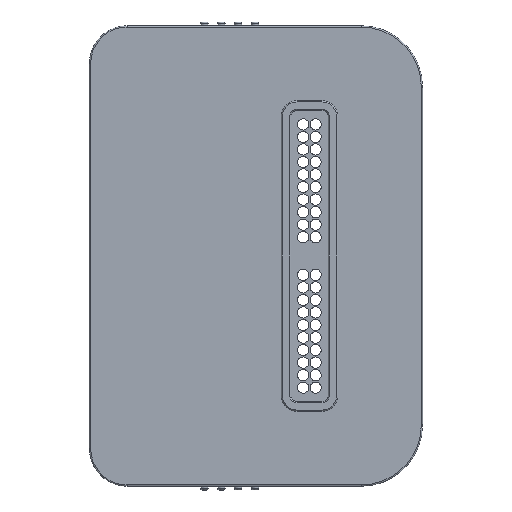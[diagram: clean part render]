
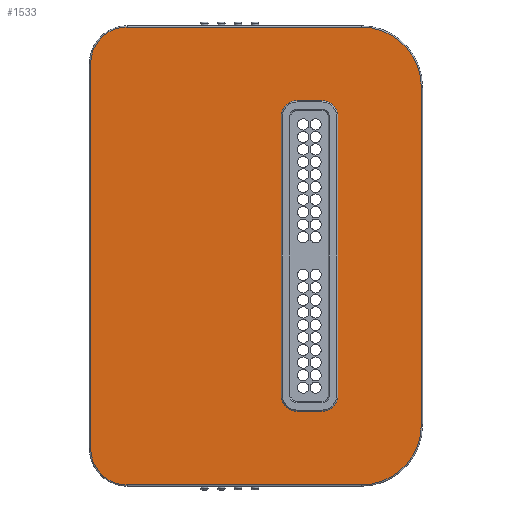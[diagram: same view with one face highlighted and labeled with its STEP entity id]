
A CAD part, front view. The second image highlights one B-rep face of the part: STEP entity #1533.
In plain terms, the highlighted planar face has unit normal (0, -1, 0).
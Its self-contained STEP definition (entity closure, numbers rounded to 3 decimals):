
#74 = CARTESIAN_POINT ( 'NONE',  ( 33.13, -7.3, 22.225 ) ) ;
#97 = CARTESIAN_POINT ( 'NONE',  ( 43.33, -7.3, 26.925 ) ) ;
#174 = AXIS2_PLACEMENT_3D ( 'NONE', #626, #1797, #3705 ) ;
#261 = DIRECTION ( 'NONE',  ( 0., -1., 0. ) ) ;
#264 = VERTEX_POINT ( 'NONE', #3998 ) ;
#314 = CIRCLE ( 'NONE', #1723, 2.55 ) ;
#317 = VECTOR ( 'NONE', #6834, 1000. ) ;
#439 = CARTESIAN_POINT ( 'NONE',  ( 0.2, -7.3, -30.725 ) ) ;
#584 = DIRECTION ( 'NONE',  ( 0., 0., 1. ) ) ;
#626 = CARTESIAN_POINT ( 'NONE',  ( 6., -7.3, -30.725 ) ) ;
#756 = CARTESIAN_POINT ( 'NONE',  ( 33.13, -7.3, 24.775 ) ) ;
#767 = ORIENTED_EDGE ( 'NONE', *, *, #3829, .F. ) ;
#809 = CARTESIAN_POINT ( 'NONE',  ( 43.33, -7.3, -36.525 ) ) ;
#897 = CARTESIAN_POINT ( 'NONE',  ( 37.08, -7.3, -22.225 ) ) ;
#925 = CARTESIAN_POINT ( 'NONE',  ( 0.2, -7.3, -30.725 ) ) ;
#945 = ORIENTED_EDGE ( 'NONE', *, *, #2274, .T. ) ;
#991 = VERTEX_POINT ( 'NONE', #2535 ) ;
#993 = VERTEX_POINT ( 'NONE', #4995 ) ;
#1130 = EDGE_CURVE ( 'NONE', #3308, #3900, #314, .T. ) ;
#1261 = DIRECTION ( 'NONE',  ( 0., -1., 0. ) ) ;
#1342 = EDGE_CURVE ( 'NONE', #6725, #993, #2500, .T. ) ;
#1354 = AXIS2_PLACEMENT_3D ( 'NONE', #4540, #261, #2725 ) ;
#1447 = EDGE_CURVE ( 'NONE', #2749, #1657, #7409, .T. ) ;
#1516 = CARTESIAN_POINT ( 'NONE',  ( 39.63, -7.3, -22.225 ) ) ;
#1533 = ADVANCED_FACE ( 'NONE', ( #7631, #3854 ), #4087, .F. ) ;
#1645 = DIRECTION ( 'NONE',  ( 0., 0., -1. ) ) ;
#1657 = VERTEX_POINT ( 'NONE', #1806 ) ;
#1723 = AXIS2_PLACEMENT_3D ( 'NONE', #897, #2076, #5072 ) ;
#1797 = DIRECTION ( 'NONE',  ( 0., -1., 0. ) ) ;
#1799 = CARTESIAN_POINT ( 'NONE',  ( 30.58, -7.3, 22.225 ) ) ;
#1806 = CARTESIAN_POINT ( 'NONE',  ( 0.2, -7.3, 30.725 ) ) ;
#1807 = VERTEX_POINT ( 'NONE', #756 ) ;
#1811 = DIRECTION ( 'NONE',  ( 0., 0., 1. ) ) ;
#1913 = DIRECTION ( 'NONE',  ( 0., 0., 1. ) ) ;
#2010 = ORIENTED_EDGE ( 'NONE', *, *, #3041, .T. ) ;
#2076 = DIRECTION ( 'NONE',  ( 0., -1., 0. ) ) ;
#2168 = VERTEX_POINT ( 'NONE', #4073 ) ;
#2194 = DIRECTION ( 'NONE',  ( 0., -1., 0. ) ) ;
#2219 = ORIENTED_EDGE ( 'NONE', *, *, #4750, .F. ) ;
#2261 = EDGE_CURVE ( 'NONE', #993, #1807, #4303, .T. ) ;
#2263 = ORIENTED_EDGE ( 'NONE', *, *, #6552, .T. ) ;
#2274 = EDGE_CURVE ( 'NONE', #5474, #2168, #6127, .T. ) ;
#2396 = EDGE_CURVE ( 'NONE', #3900, #6725, #4476, .T. ) ;
#2411 = DIRECTION ( 'NONE',  ( 0., -1., 0. ) ) ;
#2480 = CARTESIAN_POINT ( 'NONE',  ( 33.13, -7.3, -24.775 ) ) ;
#2500 = CIRCLE ( 'NONE', #7045, 2.55 ) ;
#2532 = CIRCLE ( 'NONE', #1354, 2.55 ) ;
#2535 = CARTESIAN_POINT ( 'NONE',  ( 30.58, -7.3, -22.225 ) ) ;
#2725 = DIRECTION ( 'NONE',  ( 1., 0., 0. ) ) ;
#2727 = ORIENTED_EDGE ( 'NONE', *, *, #5654, .T. ) ;
#2749 = VERTEX_POINT ( 'NONE', #6421 ) ;
#2855 = ORIENTED_EDGE ( 'NONE', *, *, #6152, .F. ) ;
#2893 = DIRECTION ( 'NONE',  ( -1., 0., 0. ) ) ;
#3040 = DIRECTION ( 'NONE',  ( 0., 0., 1. ) ) ;
#3041 = EDGE_CURVE ( 'NONE', #6521, #6246, #5550, .T. ) ;
#3145 = VECTOR ( 'NONE', #6793, 1000. ) ;
#3218 = ORIENTED_EDGE ( 'NONE', *, *, #1447, .T. ) ;
#3237 = EDGE_CURVE ( 'NONE', #1657, #5474, #4616, .T. ) ;
#3276 = VECTOR ( 'NONE', #4632, 1000. ) ;
#3283 = AXIS2_PLACEMENT_3D ( 'NONE', #4231, #2411, #584 ) ;
#3305 = ORIENTED_EDGE ( 'NONE', *, *, #7363, .T. ) ;
#3308 = VERTEX_POINT ( 'NONE', #3396 ) ;
#3396 = CARTESIAN_POINT ( 'NONE',  ( 37.08, -7.3, -24.775 ) ) ;
#3471 = ORIENTED_EDGE ( 'NONE', *, *, #2396, .F. ) ;
#3523 = AXIS2_PLACEMENT_3D ( 'NONE', #97, #3813, #6335 ) ;
#3533 = CARTESIAN_POINT ( 'NONE',  ( 52.93, -7.3, 26.925 ) ) ;
#3549 = VECTOR ( 'NONE', #3040, 1000. ) ;
#3613 = CARTESIAN_POINT ( 'NONE',  ( 52.93, -7.3, -26.925 ) ) ;
#3705 = DIRECTION ( 'NONE',  ( 0., 0., 1. ) ) ;
#3743 = CARTESIAN_POINT ( 'NONE',  ( 43.33, -7.3, -36.525 ) ) ;
#3751 = ORIENTED_EDGE ( 'NONE', *, *, #4791, .T. ) ;
#3767 = DIRECTION ( 'NONE',  ( 1., 0., 0. ) ) ;
#3813 = DIRECTION ( 'NONE',  ( 0., 1., 0. ) ) ;
#3829 = EDGE_CURVE ( 'NONE', #991, #6479, #2532, .T. ) ;
#3854 = FACE_BOUND ( 'NONE', #4474, .T. ) ;
#3900 = VERTEX_POINT ( 'NONE', #4133 ) ;
#3945 = VECTOR ( 'NONE', #7102, 1000. ) ;
#3998 = CARTESIAN_POINT ( 'NONE',  ( 43.33, -7.3, 36.525 ) ) ;
#4064 = CARTESIAN_POINT ( 'NONE',  ( 6., -7.3, 36.525 ) ) ;
#4073 = CARTESIAN_POINT ( 'NONE',  ( 6., -7.3, -36.525 ) ) ;
#4087 = PLANE ( 'NONE',  #3523 ) ;
#4133 = CARTESIAN_POINT ( 'NONE',  ( 39.63, -7.3, -22.225 ) ) ;
#4231 = CARTESIAN_POINT ( 'NONE',  ( 43.33, -7.3, -26.925 ) ) ;
#4280 = DIRECTION ( 'NONE',  ( 0., -1., 0. ) ) ;
#4301 = VERTEX_POINT ( 'NONE', #3743 ) ;
#4303 = LINE ( 'NONE', #7362, #3145 ) ;
#4471 = AXIS2_PLACEMENT_3D ( 'NONE', #4890, #4280, #1811 ) ;
#4474 = EDGE_LOOP ( 'NONE', ( #5370, #2219, #767, #7644, #2855, #6535, #5673, #3471 ) ) ;
#4476 = LINE ( 'NONE', #1516, #3276 ) ;
#4540 = CARTESIAN_POINT ( 'NONE',  ( 33.13, -7.3, -22.225 ) ) ;
#4598 = EDGE_LOOP ( 'NONE', ( #3305, #3218, #5332, #945, #2263, #3751, #2010, #2727 ) ) ;
#4616 = LINE ( 'NONE', #439, #3945 ) ;
#4632 = DIRECTION ( 'NONE',  ( 0., 0., 1. ) ) ;
#4711 = LINE ( 'NONE', #4064, #7839 ) ;
#4750 = EDGE_CURVE ( 'NONE', #6479, #3308, #6065, .T. ) ;
#4791 = EDGE_CURVE ( 'NONE', #4301, #6521, #7432, .T. ) ;
#4890 = CARTESIAN_POINT ( 'NONE',  ( 43.33, -7.3, 26.925 ) ) ;
#4995 = CARTESIAN_POINT ( 'NONE',  ( 37.08, -7.3, 24.775 ) ) ;
#5072 = DIRECTION ( 'NONE',  ( 1., 0., 0. ) ) ;
#5111 = LINE ( 'NONE', #809, #6402 ) ;
#5331 = AXIS2_PLACEMENT_3D ( 'NONE', #6741, #1261, #1913 ) ;
#5332 = ORIENTED_EDGE ( 'NONE', *, *, #3237, .T. ) ;
#5370 = ORIENTED_EDGE ( 'NONE', *, *, #1130, .F. ) ;
#5474 = VERTEX_POINT ( 'NONE', #925 ) ;
#5550 = LINE ( 'NONE', #6701, #3549 ) ;
#5559 = VERTEX_POINT ( 'NONE', #6768 ) ;
#5654 = EDGE_CURVE ( 'NONE', #6246, #264, #6555, .T. ) ;
#5673 = ORIENTED_EDGE ( 'NONE', *, *, #1342, .F. ) ;
#5781 = DIRECTION ( 'NONE',  ( 0., -1., 0. ) ) ;
#6014 = DIRECTION ( 'NONE',  ( 1., 0., 0. ) ) ;
#6037 = VECTOR ( 'NONE', #1645, 1000. ) ;
#6065 = LINE ( 'NONE', #2480, #317 ) ;
#6127 = CIRCLE ( 'NONE', #174, 5.8 ) ;
#6152 = EDGE_CURVE ( 'NONE', #1807, #5559, #6786, .T. ) ;
#6178 = CARTESIAN_POINT ( 'NONE',  ( 33.13, -7.3, -24.775 ) ) ;
#6246 = VERTEX_POINT ( 'NONE', #3533 ) ;
#6335 = DIRECTION ( 'NONE',  ( 0., 0., 1. ) ) ;
#6402 = VECTOR ( 'NONE', #3767, 1000. ) ;
#6421 = CARTESIAN_POINT ( 'NONE',  ( 6., -7.3, 36.525 ) ) ;
#6458 = CARTESIAN_POINT ( 'NONE',  ( 39.63, -7.3, 22.225 ) ) ;
#6479 = VERTEX_POINT ( 'NONE', #6178 ) ;
#6521 = VERTEX_POINT ( 'NONE', #3613 ) ;
#6535 = ORIENTED_EDGE ( 'NONE', *, *, #2261, .F. ) ;
#6552 = EDGE_CURVE ( 'NONE', #2168, #4301, #5111, .T. ) ;
#6555 = CIRCLE ( 'NONE', #4471, 9.6 ) ;
#6701 = CARTESIAN_POINT ( 'NONE',  ( 52.93, -7.3, 26.925 ) ) ;
#6725 = VERTEX_POINT ( 'NONE', #6458 ) ;
#6741 = CARTESIAN_POINT ( 'NONE',  ( 6., -7.3, 30.725 ) ) ;
#6752 = LINE ( 'NONE', #1799, #6037 ) ;
#6768 = CARTESIAN_POINT ( 'NONE',  ( 30.58, -7.3, 22.225 ) ) ;
#6786 = CIRCLE ( 'NONE', #7942, 2.55 ) ;
#6793 = DIRECTION ( 'NONE',  ( -1., 0., 0. ) ) ;
#6834 = DIRECTION ( 'NONE',  ( 1., 0., 0. ) ) ;
#7045 = AXIS2_PLACEMENT_3D ( 'NONE', #7758, #2194, #6014 ) ;
#7102 = DIRECTION ( 'NONE',  ( 0., 0., -1. ) ) ;
#7362 = CARTESIAN_POINT ( 'NONE',  ( 37.08, -7.3, 24.775 ) ) ;
#7363 = EDGE_CURVE ( 'NONE', #264, #2749, #4711, .T. ) ;
#7409 = CIRCLE ( 'NONE', #5331, 5.8 ) ;
#7432 = CIRCLE ( 'NONE', #3283, 9.6 ) ;
#7631 = FACE_OUTER_BOUND ( 'NONE', #4598, .T. ) ;
#7640 = DIRECTION ( 'NONE',  ( 1., 0., 0. ) ) ;
#7644 = ORIENTED_EDGE ( 'NONE', *, *, #7667, .F. ) ;
#7667 = EDGE_CURVE ( 'NONE', #5559, #991, #6752, .T. ) ;
#7758 = CARTESIAN_POINT ( 'NONE',  ( 37.08, -7.3, 22.225 ) ) ;
#7839 = VECTOR ( 'NONE', #2893, 1000. ) ;
#7942 = AXIS2_PLACEMENT_3D ( 'NONE', #74, #5781, #7640 ) ;
